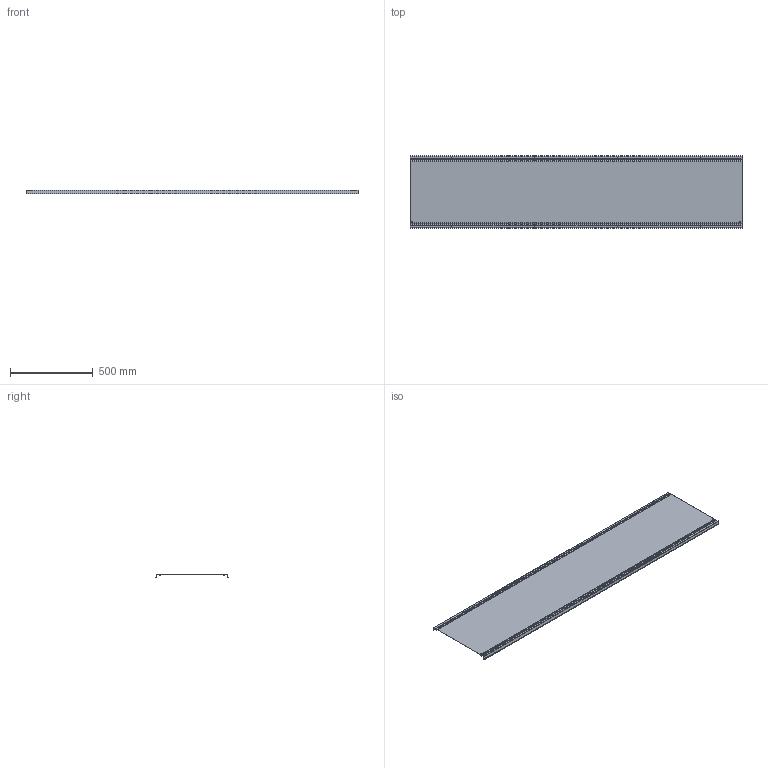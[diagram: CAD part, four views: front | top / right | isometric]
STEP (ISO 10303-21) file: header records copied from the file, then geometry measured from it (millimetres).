
FILE_DESCRIPTION(/* description */ (''),/* implementation_level */ '2;1');
FILE_NAME(/* name */ '646060.stp',/* time_stamp */ '2025-12-05T09:51:17+01:00',/* author */ ('mael.lecharpentier'),/* organization */ (''),/* preprocessor_version */ 'ST-DEVELOPER v20',/* originating_system */ 'AutoCAD Mechanical',/* authorisation */ '');
FILE_SCHEMA (('AUTOMOTIVE_DESIGN { 1 0 10303 214 3 1 1 }'));
Length unit declared in the file: millimetre
Products named in the file (1): Product
Bounding box: 2000 x 436.33 x 20.74 mm (x, y, z)
Volume: 721125.8 mm3; surface area: 1907120.6 mm2
Topology: 1 solids, 1 shells, 66 faces, 240 edges, 160 vertices
Faces by surface type: plane 34, cylinder 32
Full cylindrical faces by diameter (mm): 6 x2
Entity records: 2998 total; most frequent: CARTESIAN_POINT 843, ORIENTED_EDGE 480, DIRECTION 438, EDGE_CURVE 240, VERTEX_POINT 160, AXIS2_PLACEMENT_3D 147, LINE 144, VECTOR 144
